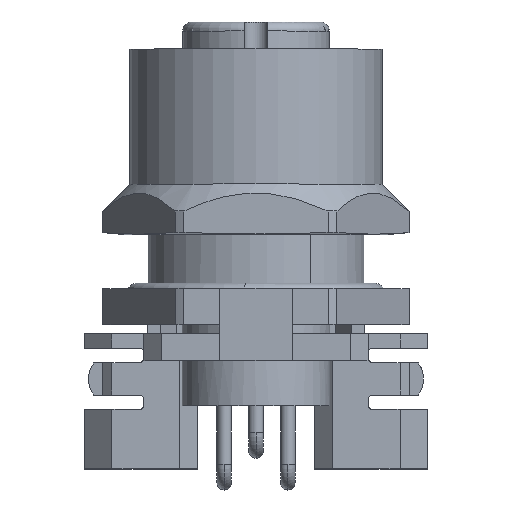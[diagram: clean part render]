
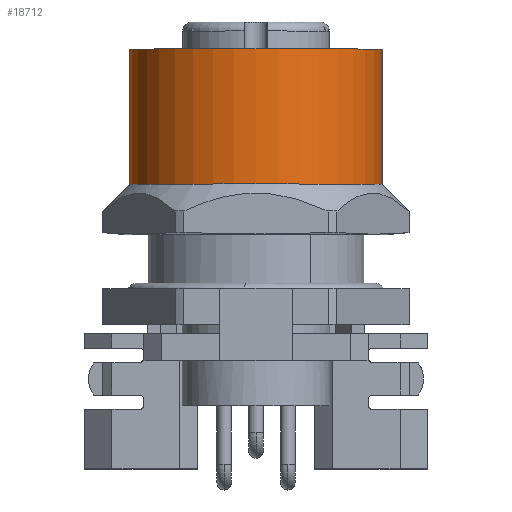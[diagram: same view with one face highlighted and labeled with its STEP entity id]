
A CAD part, top view. The second image highlights one B-rep face of the part: STEP entity #18712.
In plain terms, the highlighted cylindrical face has radius 7 mm (diameter 14 mm), a partial arc.
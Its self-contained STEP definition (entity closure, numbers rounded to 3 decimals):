
#18578=AXIS2_PLACEMENT_3D('Circle Axis2P3D',#18576,#18577,$) ;
#18673=AXIS2_PLACEMENT_3D('Cylinder Axis2P3D',#18670,#18671,#18672) ;
#18703=AXIS2_PLACEMENT_3D('Circle Axis2P3D',#18701,#18702,$) ;
#18571=CARTESIAN_POINT('Vertex',(16.5,24.46,12.2)) ;
#18573=CARTESIAN_POINT('Vertex',(2.5,24.46,12.2)) ;
#18576=CARTESIAN_POINT('Axis2P3D Location',(9.5,24.46,12.2)) ;
#18670=CARTESIAN_POINT('Axis2P3D Location',(9.5,20.71,12.2)) ;
#18675=CARTESIAN_POINT('Line Origine',(16.5,20.71,12.2)) ;
#18679=CARTESIAN_POINT('Vertex',(16.5,16.96,12.2)) ;
#18686=CARTESIAN_POINT('Vertex',(2.5,16.96,12.2)) ;
#18689=CARTESIAN_POINT('Line Origine',(2.5,20.71,12.2)) ;
#18701=CARTESIAN_POINT('Axis2P3D Location',(9.5,16.96,12.2)) ;
#18577=DIRECTION('Axis2P3D Direction',(0.,1.,0.)) ;
#18671=DIRECTION('Axis2P3D Direction',(0.,1.,0.)) ;
#18672=DIRECTION('Axis2P3D XDirection',(1.,0.,0.)) ;
#18676=DIRECTION('Vector Direction',(0.,1.,0.)) ;
#18690=DIRECTION('Vector Direction',(0.,1.,0.)) ;
#18702=DIRECTION('Axis2P3D Direction',(0.,1.,0.)) ;
#18677=VECTOR('Line Direction',#18676,1.) ;
#18691=VECTOR('Line Direction',#18690,1.) ;
#18707=ORIENTED_EDGE('',*,*,#18693,.F.) ;
#18708=ORIENTED_EDGE('',*,*,#18705,.T.) ;
#18709=ORIENTED_EDGE('',*,*,#18681,.F.) ;
#18710=ORIENTED_EDGE('',*,*,#18580,.F.) ;
#18712=ADVANCED_FACE('Hauptkoerper',(#18711),#18674,.T.) ;
#18579=CIRCLE('generated circle',#18578,7.) ;
#18704=CIRCLE('generated circle',#18703,7.) ;
#18674=CYLINDRICAL_SURFACE('generated cylinder',#18673,7.) ;
#18580=EDGE_CURVE('',#18574,#18572,#18579,.T.) ;
#18681=EDGE_CURVE('',#18572,#18680,#18678,.F.) ;
#18693=EDGE_CURVE('',#18687,#18574,#18692,.T.) ;
#18705=EDGE_CURVE('',#18687,#18680,#18704,.T.) ;
#18706=EDGE_LOOP('',(#18707,#18708,#18709,#18710)) ;
#18711=FACE_OUTER_BOUND('',#18706,.T.) ;
#18678=LINE('Line',#18675,#18677) ;
#18692=LINE('Line',#18689,#18691) ;
#18572=VERTEX_POINT('',#18571) ;
#18574=VERTEX_POINT('',#18573) ;
#18680=VERTEX_POINT('',#18679) ;
#18687=VERTEX_POINT('',#18686) ;
